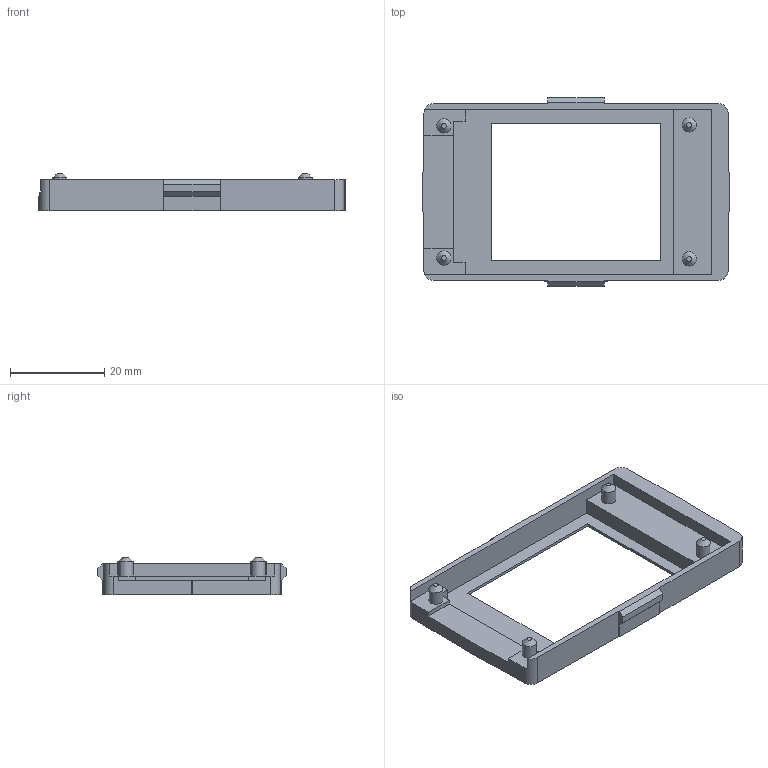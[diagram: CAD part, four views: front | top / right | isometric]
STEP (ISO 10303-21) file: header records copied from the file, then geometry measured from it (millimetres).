
FILE_DESCRIPTION(/* description */ (''),/* implementation_level */ '2;1');
FILE_NAME(/* name */ 'display_frame.step',/* time_stamp */ '2024-01-22T09:42:23+02:00',/* author */ (''),/* organization */ (''),/* preprocessor_version */ 'ST-DEVELOPER v20',/* originating_system */ 'Autodesk Translation Framework v12.14.0.127',/* authorisation */ '');
FILE_SCHEMA (('AUTOMOTIVE_DESIGN { 1 0 10303 214 3 1 1 }'));
Length unit declared in the file: millimetre
Products named in the file (1): flash clock - display
Bounding box: 65 x 40 x 8 mm (x, y, z)
Volume: 4367.3 mm3; surface area: 5169.3 mm2
Topology: 1 solids, 1 shells, 62 faces, 164 edges, 108 vertices
Faces by surface type: plane 48, cylinder 10, cone 4
Full cylindrical faces by diameter (mm): 3 x4
Entity records: 1939 total; most frequent: CARTESIAN_POINT 335, ORIENTED_EDGE 328, DIRECTION 316, EDGE_CURVE 164, LINE 138, VECTOR 138, VERTEX_POINT 108, AXIS2_PLACEMENT_3D 89
